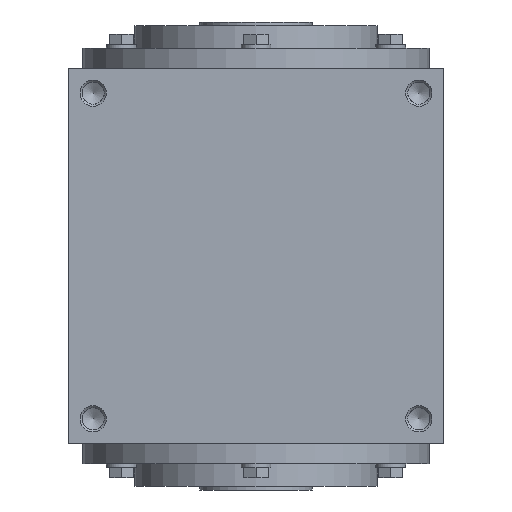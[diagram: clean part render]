
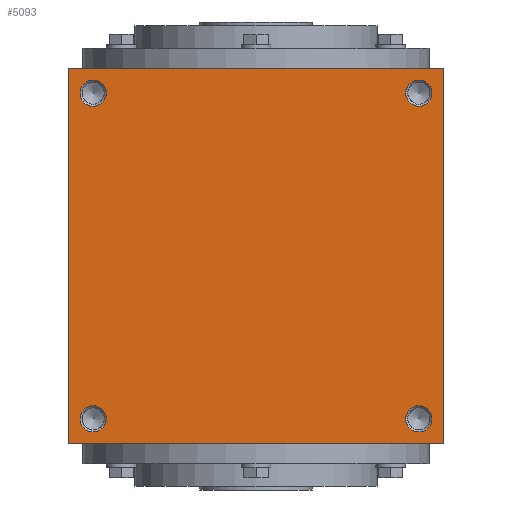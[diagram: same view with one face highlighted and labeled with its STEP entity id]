
A CAD part, left-side view. The second image highlights one B-rep face of the part: STEP entity #5093.
In plain terms, the highlighted face is planar.
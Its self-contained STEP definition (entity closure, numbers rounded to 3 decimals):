
#482=LINE('',#10530,#862);
#486=LINE('',#10547,#866);
#489=LINE('',#10563,#869);
#492=LINE('',#10577,#872);
#862=VECTOR('',#8767,1000.);
#866=VECTOR('',#8781,1000.);
#869=VECTOR('',#8796,1000.);
#872=VECTOR('',#8809,1000.);
#1731=ORIENTED_EDGE('',*,*,#2969,.F.);
#1732=ORIENTED_EDGE('',*,*,#2970,.T.);
#1733=ORIENTED_EDGE('',*,*,#2971,.F.);
#1734=ORIENTED_EDGE('',*,*,#2972,.T.);
#1735=ORIENTED_EDGE('',*,*,#2936,.F.);
#1736=ORIENTED_EDGE('',*,*,#2959,.F.);
#1737=ORIENTED_EDGE('',*,*,#2952,.F.);
#1738=ORIENTED_EDGE('',*,*,#2944,.F.);
#2936=EDGE_CURVE('',#3536,#3537,#482,.T.);
#2944=EDGE_CURVE('',#3537,#3544,#486,.T.);
#2952=EDGE_CURVE('',#3544,#3551,#489,.T.);
#2959=EDGE_CURVE('',#3551,#3536,#492,.T.);
#2969=EDGE_CURVE('',#3565,#3565,#3855,.T.);
#2970=EDGE_CURVE('',#3566,#3566,#3856,.T.);
#2971=EDGE_CURVE('',#3567,#3567,#3857,.T.);
#2972=EDGE_CURVE('',#3568,#3568,#3858,.T.);
#3536=VERTEX_POINT('',#10531);
#3537=VERTEX_POINT('',#10532);
#3544=VERTEX_POINT('',#10548);
#3551=VERTEX_POINT('',#10564);
#3565=VERTEX_POINT('',#10598);
#3566=VERTEX_POINT('',#10600);
#3567=VERTEX_POINT('',#10602);
#3568=VERTEX_POINT('',#10604);
#3855=CIRCLE('',#7652,7.);
#3856=CIRCLE('',#7653,7.);
#3857=CIRCLE('',#7654,7.);
#3858=CIRCLE('',#7655,7.);
#4066=EDGE_LOOP('',(#1731));
#4067=EDGE_LOOP('',(#1732));
#4068=EDGE_LOOP('',(#1733));
#4069=EDGE_LOOP('',(#1734));
#4070=EDGE_LOOP('',(#1735,#1736,#1737,#1738));
#4516=FACE_BOUND('',#4066,.T.);
#4517=FACE_BOUND('',#4067,.T.);
#4518=FACE_BOUND('',#4068,.T.);
#4519=FACE_BOUND('',#4069,.T.);
#4520=FACE_BOUND('',#4070,.T.);
#4888=PLANE('',#7651);
#5093=ADVANCED_FACE('',(#4516,#4517,#4518,#4519,#4520),#4888,.F.);
#7651=AXIS2_PLACEMENT_3D('',#10596,#8825,#8826);
#7652=AXIS2_PLACEMENT_3D('',#10597,#8827,#8828);
#7653=AXIS2_PLACEMENT_3D('',#10599,#8829,#8830);
#7654=AXIS2_PLACEMENT_3D('',#10601,#8831,#8832);
#7655=AXIS2_PLACEMENT_3D('',#10603,#8833,#8834);
#8767=DIRECTION('',(0.,-1.,0.));
#8781=DIRECTION('',(1.,0.,0.));
#8796=DIRECTION('',(0.,1.,0.));
#8809=DIRECTION('',(-1.,0.,0.));
#8825=DIRECTION('',(0.,0.,1.));
#8826=DIRECTION('',(1.,0.,0.));
#8827=DIRECTION('',(0.,0.,-1.));
#8828=DIRECTION('',(-1.,0.,0.));
#8829=DIRECTION('',(0.,0.,1.));
#8830=DIRECTION('',(1.,0.,0.));
#8831=DIRECTION('',(0.,0.,-1.));
#8832=DIRECTION('',(-1.,0.,0.));
#8833=DIRECTION('',(0.,0.,1.));
#8834=DIRECTION('',(1.,0.,0.));
#10530=CARTESIAN_POINT('',(-100.,100.,-100.));
#10531=CARTESIAN_POINT('',(-100.,100.,-100.));
#10532=CARTESIAN_POINT('',(-100.,-100.,-100.));
#10547=CARTESIAN_POINT('',(-100.,-100.,-100.));
#10548=CARTESIAN_POINT('',(100.,-100.,-100.));
#10563=CARTESIAN_POINT('',(100.,-100.,-100.));
#10564=CARTESIAN_POINT('',(100.,100.,-100.));
#10577=CARTESIAN_POINT('',(100.,100.,-100.));
#10596=CARTESIAN_POINT('',(0.,0.,-100.));
#10597=CARTESIAN_POINT('',(-87.,87.,-100.));
#10598=CARTESIAN_POINT('',(-94.,87.,-100.));
#10599=CARTESIAN_POINT('',(87.,87.,-100.));
#10600=CARTESIAN_POINT('',(94.,87.,-100.));
#10601=CARTESIAN_POINT('',(-87.,-87.,-100.));
#10602=CARTESIAN_POINT('',(-94.,-87.,-100.));
#10603=CARTESIAN_POINT('',(87.,-87.,-100.));
#10604=CARTESIAN_POINT('',(94.,-87.,-100.));
